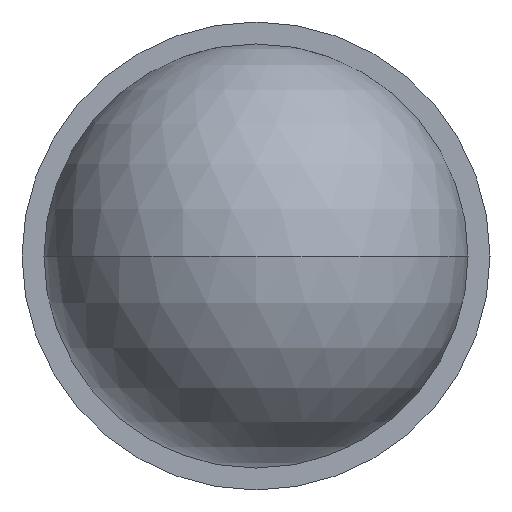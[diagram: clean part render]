
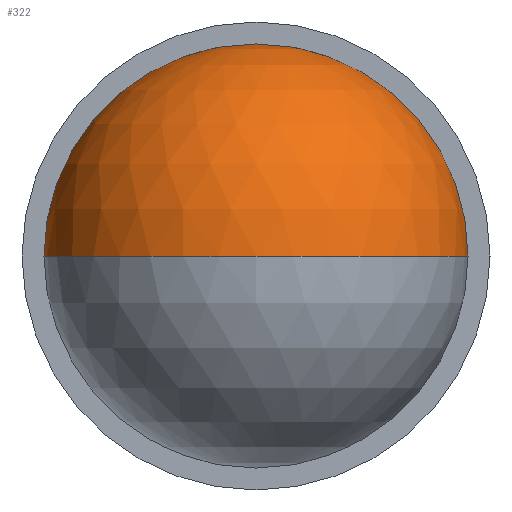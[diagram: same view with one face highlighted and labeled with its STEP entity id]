
A CAD part, left-side view. The second image highlights one B-rep face of the part: STEP entity #322.
In plain terms, the highlighted spherical face has radius 1.45 mm.
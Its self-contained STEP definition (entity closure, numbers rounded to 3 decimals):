
#59 = ORIENTED_EDGE ( 'NONE', *, *, #112, .F. ) ;
#70 = AXIS2_PLACEMENT_3D ( 'NONE', #319, #399, #456 ) ;
#87 = CARTESIAN_POINT ( 'NONE',  ( 10.05, 1.7, -12. ) ) ;
#92 = DIRECTION ( 'NONE',  ( 0., 0., -1. ) ) ;
#112 = EDGE_CURVE ( 'NONE', #492, #166, #768, .T. ) ;
#166 = VERTEX_POINT ( 'NONE', #87 ) ;
#178 = SPHERICAL_SURFACE ( 'NONE', #70, 1.45 ) ;
#193 = DIRECTION ( 'NONE',  ( 0., 1., 0. ) ) ;
#293 = AXIS2_PLACEMENT_3D ( 'NONE', #828, #92, #430 ) ;
#319 = CARTESIAN_POINT ( 'NONE',  ( 10.05, 0.25, -12. ) ) ;
#322 = ADVANCED_FACE ( 'NONE', ( #666 ), #178, .T. ) ;
#332 = CARTESIAN_POINT ( 'NONE',  ( 10.05, 0.25, -12. ) ) ;
#399 = DIRECTION ( 'NONE',  ( 0., 0., -1. ) ) ;
#430 = DIRECTION ( 'NONE',  ( 0., -1., 0. ) ) ;
#456 = DIRECTION ( 'NONE',  ( 0., -1., 0. ) ) ;
#492 = VERTEX_POINT ( 'NONE', #697 ) ;
#559 = AXIS2_PLACEMENT_3D ( 'NONE', #332, #795, #193 ) ;
#666 = FACE_OUTER_BOUND ( 'NONE', #867, .T. ) ;
#697 = CARTESIAN_POINT ( 'NONE',  ( 10.05, -1.2, -12. ) ) ;
#768 = CIRCLE ( 'NONE', #293, 1.45 ) ;
#795 = DIRECTION ( 'NONE',  ( 1., 0., 0. ) ) ;
#797 = CIRCLE ( 'NONE', #559, 1.45 ) ;
#828 = CARTESIAN_POINT ( 'NONE',  ( 10.05, 0.25, -12. ) ) ;
#841 = EDGE_CURVE ( 'NONE', #166, #492, #797, .T. ) ;
#867 = EDGE_LOOP ( 'NONE', ( #59, #871 ) ) ;
#871 = ORIENTED_EDGE ( 'NONE', *, *, #841, .F. ) ;
